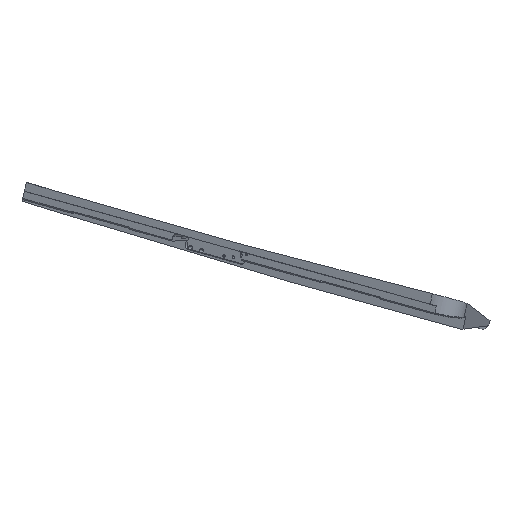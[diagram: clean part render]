
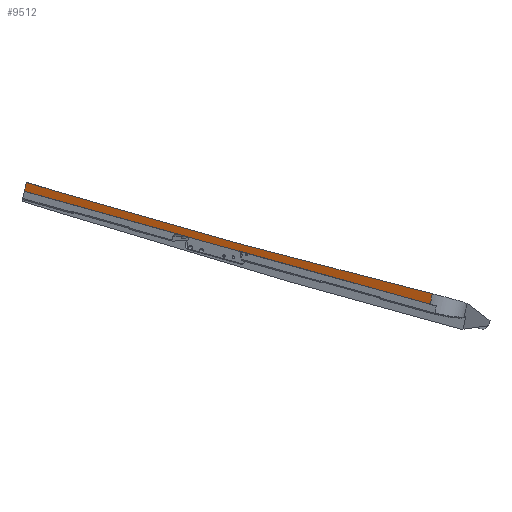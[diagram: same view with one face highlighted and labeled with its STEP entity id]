
A CAD part, front view. The second image highlights one B-rep face of the part: STEP entity #9512.
In plain terms, the highlighted planar face has unit normal (-0.427, -0.904, -0.034).
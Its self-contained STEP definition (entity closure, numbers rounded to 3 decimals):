
#3440=CARTESIAN_POINT('Vertex',(-595.352,440.741,118.965)) ;
#3444=CARTESIAN_POINT('Control Point',(-587.844,437.28,116.707)) ;
#3445=CARTESIAN_POINT('Control Point',(-590.348,438.434,117.457)) ;
#3446=CARTESIAN_POINT('Control Point',(-592.85,439.587,118.211)) ;
#3447=CARTESIAN_POINT('Control Point',(-595.352,440.741,118.965)) ;
#3448=CARTESIAN_POINT('Vertex',(-587.844,437.28,116.707)) ;
#6576=CARTESIAN_POINT('Vertex',(-595.839,441.049,116.913)) ;
#6579=CARTESIAN_POINT('Line Origine',(-595.595,440.895,117.939)) ;
#8632=CARTESIAN_POINT('Control Point',(-502.552,397.871,93.499)) ;
#8633=CARTESIAN_POINT('Control Point',(-502.854,398.01,93.574)) ;
#8634=CARTESIAN_POINT('Control Point',(-503.156,398.15,93.649)) ;
#8635=CARTESIAN_POINT('Control Point',(-503.458,398.29,93.725)) ;
#8636=CARTESIAN_POINT('Control Point',(-503.911,398.5,93.838)) ;
#8637=CARTESIAN_POINT('Control Point',(-504.364,398.709,93.951)) ;
#8638=CARTESIAN_POINT('Control Point',(-504.527,398.785,93.992)) ;
#8639=CARTESIAN_POINT('Control Point',(-504.802,398.912,94.061)) ;
#8640=CARTESIAN_POINT('Control Point',(-505.14,399.068,94.145)) ;
#8641=CARTESIAN_POINT('Control Point',(-505.313,399.149,94.189)) ;
#8642=CARTESIAN_POINT('Control Point',(-506.521,399.708,94.491)) ;
#8643=CARTESIAN_POINT('Control Point',(-507.723,400.264,94.793)) ;
#8644=CARTESIAN_POINT('Control Point',(-508.74,400.735,95.048)) ;
#8645=CARTESIAN_POINT('Control Point',(-509.961,401.3,95.356)) ;
#8646=CARTESIAN_POINT('Control Point',(-511.192,401.87,95.666)) ;
#8647=CARTESIAN_POINT('Control Point',(-511.241,401.892,95.678)) ;
#8648=CARTESIAN_POINT('Control Point',(-511.614,402.065,95.773)) ;
#8649=CARTESIAN_POINT('Control Point',(-511.964,402.227,95.861)) ;
#8650=CARTESIAN_POINT('Control Point',(-512.104,402.292,95.896)) ;
#8651=CARTESIAN_POINT('Control Point',(-514.634,403.462,96.535)) ;
#8652=CARTESIAN_POINT('Control Point',(-517.161,404.632,97.176)) ;
#8653=CARTESIAN_POINT('Control Point',(-519.531,405.729,97.779)) ;
#8654=CARTESIAN_POINT('Control Point',(-522.812,407.246,98.62)) ;
#8655=CARTESIAN_POINT('Control Point',(-526.092,408.764,99.469)) ;
#8656=CARTESIAN_POINT('Control Point',(-527.329,409.336,99.791)) ;
#8657=CARTESIAN_POINT('Control Point',(-529.206,410.204,100.28)) ;
#8658=CARTESIAN_POINT('Control Point',(-531.081,411.071,100.772)) ;
#8659=CARTESIAN_POINT('Control Point',(-532.052,411.52,101.027)) ;
#8660=CARTESIAN_POINT('Control Point',(-536.861,413.744,102.296)) ;
#8661=CARTESIAN_POINT('Control Point',(-541.665,415.964,103.581)) ;
#8662=CARTESIAN_POINT('Control Point',(-546.043,417.987,104.765)) ;
#8663=CARTESIAN_POINT('Control Point',(-551.64,420.573,106.291)) ;
#8664=CARTESIAN_POINT('Control Point',(-557.234,423.157,107.841)) ;
#8665=CARTESIAN_POINT('Control Point',(-558.996,423.971,108.332)) ;
#8666=CARTESIAN_POINT('Control Point',(-562.515,425.595,109.318)) ;
#8667=CARTESIAN_POINT('Control Point',(-566.03,427.218,110.315)) ;
#8668=CARTESIAN_POINT('Control Point',(-567.866,428.065,110.839)) ;
#8669=CARTESIAN_POINT('Control Point',(-572.926,430.4,112.293)) ;
#8670=CARTESIAN_POINT('Control Point',(-577.971,432.728,113.768)) ;
#8671=CARTESIAN_POINT('Control Point',(-581.261,434.245,114.74)) ;
#8672=CARTESIAN_POINT('Control Point',(-584.554,435.763,115.721)) ;
#8673=CARTESIAN_POINT('Control Point',(-587.844,437.28,116.707)) ;
#8674=CARTESIAN_POINT('Vertex',(-502.552,397.871,93.499)) ;
#9488=CARTESIAN_POINT('Axis2P3D Location',(66.274,132.035,17.721)) ;
#9493=CARTESIAN_POINT('Line Origine',(-549.456,419.628,104.002)) ;
#9497=CARTESIAN_POINT('Vertex',(-503.073,398.208,91.091)) ;
#9500=CARTESIAN_POINT('Line Origine',(-502.813,398.039,92.295)) ;
#6580=DIRECTION('Vector Direction',(-0.228,0.144,-0.963)) ;
#9489=DIRECTION('Axis2P3D Direction',(-0.427,-0.904,-0.034)) ;
#9490=DIRECTION('Axis2P3D XDirection',(0.904,-0.427,0.002)) ;
#9494=DIRECTION('Vector Direction',(-0.88,0.406,0.245)) ;
#9501=DIRECTION('Vector Direction',(0.209,-0.136,0.968)) ;
#9491=AXIS2_PLACEMENT_3D('Plane Axis2P3D',#9488,#9489,#9490) ;
#9506=ORIENTED_EDGE('',*,*,#9499,.T.) ;
#9507=ORIENTED_EDGE('',*,*,#9504,.F.) ;
#9508=ORIENTED_EDGE('',*,*,#8676,.T.) ;
#9509=ORIENTED_EDGE('',*,*,#3450,.T.) ;
#9510=ORIENTED_EDGE('',*,*,#6583,.T.) ;
#6581=VECTOR('Line Direction',#6580,1.) ;
#9495=VECTOR('Line Direction',#9494,1.) ;
#9502=VECTOR('Line Direction',#9501,1.) ;
#9512=ADVANCED_FACE('',(#9511),#9492,.T.) ;
#3443=B_SPLINE_CURVE_WITH_KNOTS('',3,(#3444,#3445,#3446,#3447),.UNSPECIFIED.,.F.,.U.,(4,4),(0.,12.122),.UNSPECIFIED.) ;
#8631=B_SPLINE_CURVE_WITH_KNOTS('',5,(#8632,#8633,#8634,#8635,#8636,#8637,#8638,#8639,#8640,#8641,#8642,#8643,#8644,#8645,#8646,#8647,#8648,#8649,#8650,#8651,#8652,#8653,#8654,#8655,#8656,#8657,#8658,#8659,#8660,#8661,#8662,#8663,#8664,#8665,#8666,#8667,#8668,#8669,#8670,#8671,#8672,#8673),.UNSPECIFIED.,.F.,.U.,(6,3,3,3,3,3,3,3,3,3,3,3,3,6),(0.,2.405,3.608,4.811,13.229,14.622,15.824,34.781,42.006,49.762,80.439,94.551,108.623,135.17),.UNSPECIFIED.) ;
#3450=EDGE_CURVE('',#3449,#3441,#3443,.T.) ;
#6583=EDGE_CURVE('',#3441,#6577,#6582,.T.) ;
#8676=EDGE_CURVE('',#8675,#3449,#8631,.T.) ;
#9499=EDGE_CURVE('',#6577,#9498,#9496,.F.) ;
#9504=EDGE_CURVE('',#8675,#9498,#9503,.F.) ;
#9505=EDGE_LOOP('',(#9506,#9507,#9508,#9509,#9510)) ;
#9511=FACE_OUTER_BOUND('',#9505,.T.) ;
#6582=LINE('Line',#6579,#6581) ;
#9496=LINE('Line',#9493,#9495) ;
#9503=LINE('Line',#9500,#9502) ;
#9492=PLANE('Plane',#9491) ;
#3441=VERTEX_POINT('',#3440) ;
#3449=VERTEX_POINT('',#3448) ;
#6577=VERTEX_POINT('',#6576) ;
#8675=VERTEX_POINT('',#8674) ;
#9498=VERTEX_POINT('',#9497) ;
